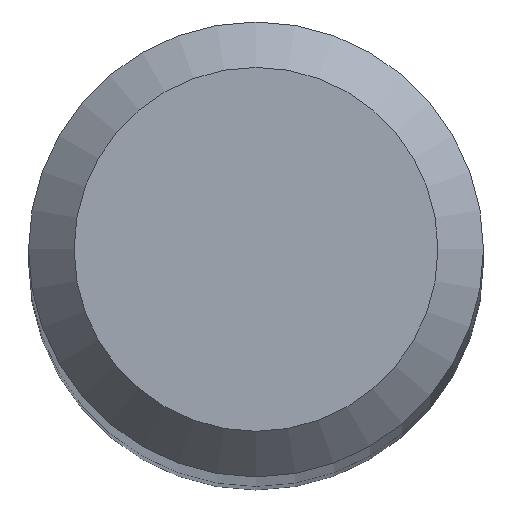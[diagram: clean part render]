
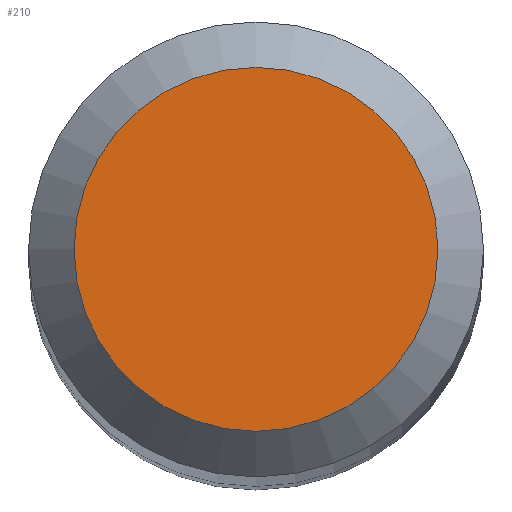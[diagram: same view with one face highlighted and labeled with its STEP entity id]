
A CAD part, top view. The second image highlights one B-rep face of the part: STEP entity #210.
In plain terms, the highlighted planar face has unit normal (0, 0, 1).
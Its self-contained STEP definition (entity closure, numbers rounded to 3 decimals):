
#39 = DIRECTION ( 'NONE',  ( 0., 1., 0. ) ) ;
#60 = DIRECTION ( 'NONE',  ( 0., 0., -1. ) ) ;
#67 = CARTESIAN_POINT ( 'NONE',  ( 0., 1.2, 50. ) ) ;
#95 = FACE_OUTER_BOUND ( 'NONE', #107, .T. ) ;
#100 = VERTEX_POINT ( 'NONE', #67 ) ;
#102 = ORIENTED_EDGE ( 'NONE', *, *, #125, .F. ) ;
#107 = EDGE_LOOP ( 'NONE', ( #102 ) ) ;
#125 = EDGE_CURVE ( 'NONE', #100, #100, #183, .T. ) ;
#127 = AXIS2_PLACEMENT_3D ( 'NONE', #147, #193, #39 ) ;
#133 = DIRECTION ( 'NONE',  ( 0., 1., 0. ) ) ;
#147 = CARTESIAN_POINT ( 'NONE',  ( 0., 0., 50. ) ) ;
#166 = PLANE ( 'NONE',  #185 ) ;
#183 = CIRCLE ( 'NONE', #127, 1.2 ) ;
#185 = AXIS2_PLACEMENT_3D ( 'NONE', #214, #60, #133 ) ;
#193 = DIRECTION ( 'NONE',  ( 0., 0., -1. ) ) ;
#210 = ADVANCED_FACE ( 'NONE', ( #95 ), #166, .F. ) ;
#214 = CARTESIAN_POINT ( 'NONE',  ( 0., 0., 50. ) ) ;
